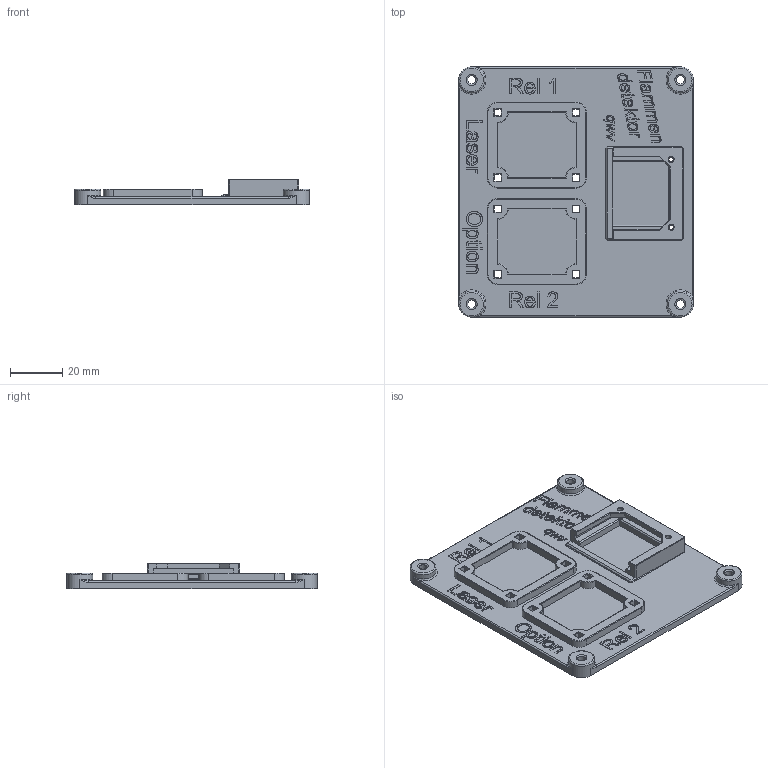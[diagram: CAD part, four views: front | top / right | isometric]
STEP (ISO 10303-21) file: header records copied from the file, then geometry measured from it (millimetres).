
FILE_DESCRIPTION(/* description */ (''),/* implementation_level */ '2;1');
FILE_NAME(/* name */ 'Relaistrger v8.step',/* time_stamp */ '2025-06-15T15:04:34+02:00',/* author */ (''),/* organization */ (''),/* preprocessor_version */ 'ST-DEVELOPER v20.1',/* originating_system */ 'Autodesk Translation Framework v14.10.0.0',/* authorisation */ '');
FILE_SCHEMA (('AUTOMOTIVE_DESIGN { 1 0 10303 214 3 1 1 }'));
Length unit declared in the file: millimetre
Products named in the file (1): Relaisträger
Bounding box: 90 x 96 x 9.8 mm (x, y, z)
Volume: 31951 mm3; surface area: 22182.4 mm2
Topology: 1 solids, 1 shells, 553 faces, 1378 edges, 876 vertices
Faces by surface type: plane 351, bspline 92, cylinder 80, torus 28, cone 2
Full cylindrical faces by diameter (mm): 1.7 x2, 1.9 x2, 3.2 x4, 10 x4
Entity records: 20311 total; most frequent: CARTESIAN_POINT 7636, ORIENTED_EDGE 2740, DIRECTION 2260, EDGE_CURVE 1370, LINE 1004, VECTOR 1004, VERTEX_POINT 876, EDGE_LOOP 642
